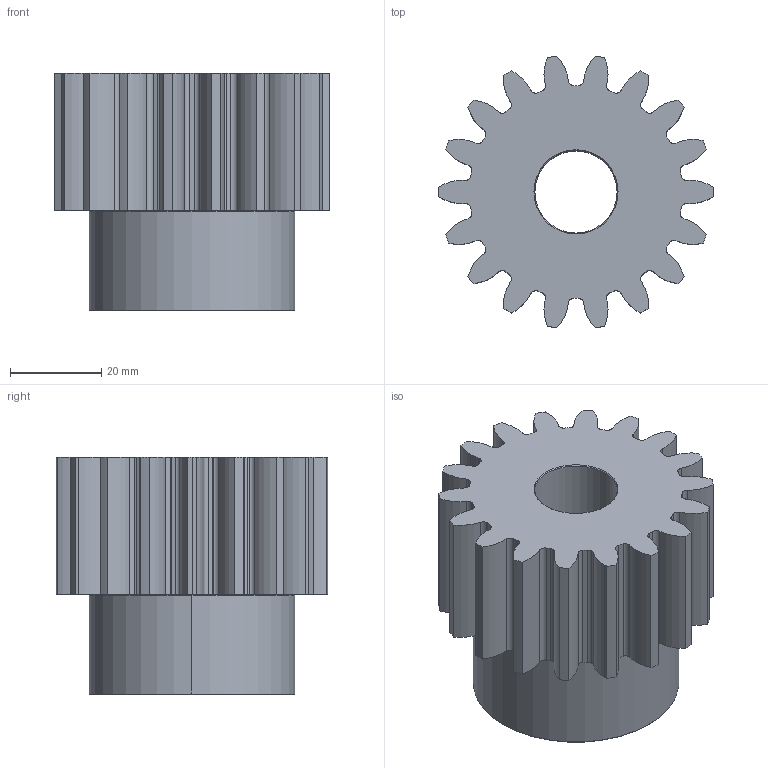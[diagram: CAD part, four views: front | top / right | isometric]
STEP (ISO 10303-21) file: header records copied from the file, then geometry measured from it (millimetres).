
FILE_DESCRIPTION(('STEP AP214'),'1');
FILE_NAME('117-030-018.stp','2017-06-12T09:24:16',('TraceParts'),('TraceParts S.A.'),'Spatial InterOp 3D',' ',' ');
FILE_SCHEMA(('automotive_design'));
Length unit declared in the file: millimetre
Products named in the file (1): 117-030-018
Bounding box: 60 x 59.41 x 52 mm (x, y, z)
Volume: 89034.9 mm3; surface area: 20077.4 mm2
Topology: 1 solids, 1 shells, 149 faces, 430 edges, 284 vertices
Faces by surface type: cylinder 138, cone 6, plane 3, torus 2
Entity records: 6287 total; most frequent: DIRECTION 1016, CARTESIAN_POINT 864, ORIENTED_EDGE 860, AXIS2_PLACEMENT_3D 436, EDGE_CURVE 430, CIRCLE 286, VERTEX_POINT 284, EDGE_LOOP 152
